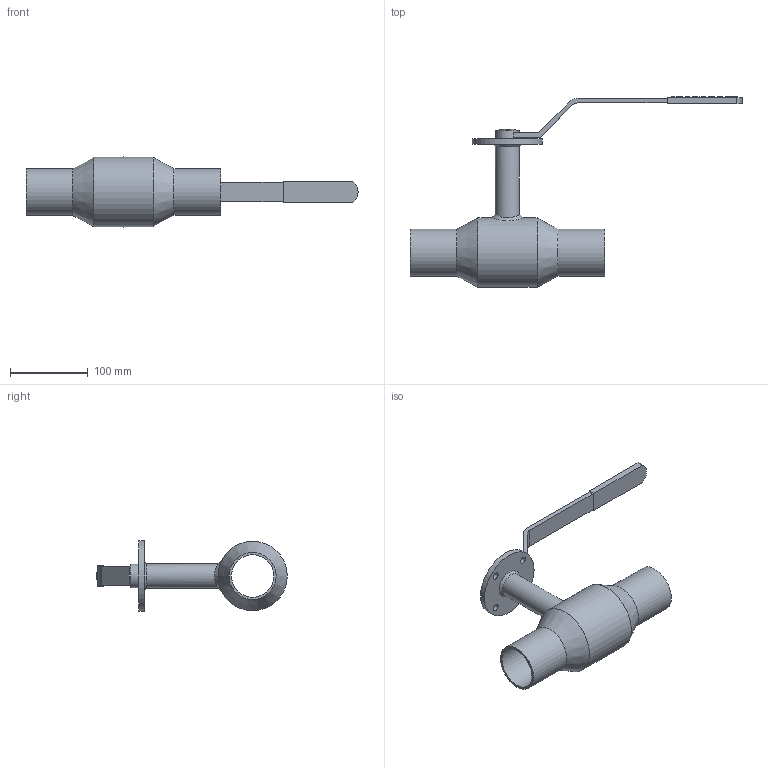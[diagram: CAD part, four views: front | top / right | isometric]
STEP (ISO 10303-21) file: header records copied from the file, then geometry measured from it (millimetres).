
FILE_DESCRIPTION((''),'2;1');
FILE_NAME('AT3594S-050.stp','2017-02-16T07:25:33',('Przemo'),(''),'Autodesk Inventor 2012','Autodesk Inventor 2012','');
FILE_SCHEMA(('AUTOMOTIVE_DESIGN { 1 0 10303 214 1 1 1 1 }'));
Length unit declared in the file: millimetre
Products named in the file (3): AT3594S-050; AT3594-050; DZG-K14-000
Assembly tree (2 placements, depth 2):
  AT3594S-050
    AT3594-050
    DZG-K14-000
Bounding box: 426 x 244.45 x 90 mm (x, y, z)
Volume: 644382.1 mm3; surface area: 148616.5 mm2
Topology: 2 solids, 2 shells, 188 faces, 482 edges, 321 vertices
Faces by surface type: plane 134, bspline 32, cylinder 19, cone 3
Full cylindrical faces by diameter (mm): 9 x4, 30 x1, 31 x2, 54.5 x1, 60.3 x2, 88.9 x1, 90 x1
Entity records: 5911 total; most frequent: CARTESIAN_POINT 1477, ORIENTED_EDGE 918, DIRECTION 756, EDGE_CURVE 459, VECTOR 354, LINE 354, VERTEX_POINT 314, EDGE_LOOP 239
